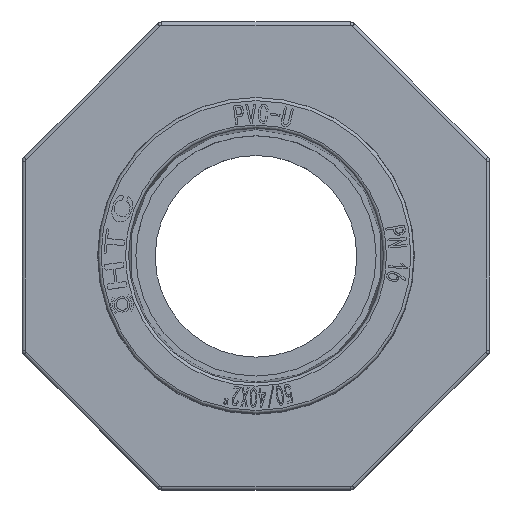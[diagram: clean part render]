
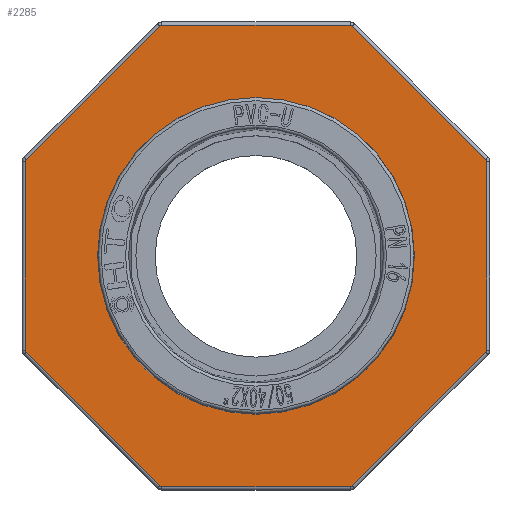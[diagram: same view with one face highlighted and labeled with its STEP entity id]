
A CAD part, top view. The second image highlights one B-rep face of the part: STEP entity #2285.
In plain terms, the highlighted planar face has unit normal (0, 0, 1).
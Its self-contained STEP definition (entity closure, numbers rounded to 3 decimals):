
#2285=ADVANCED_FACE('',(#5946,#5947),#4122,.T.);
#4122=PLANE('',#36036);
#5572=CIRCLE('',#36014,25.05);
#5578=CIRCLE('',#36028,0.5);
#5579=CIRCLE('',#36029,0.5);
#5580=CIRCLE('',#36030,0.5);
#5581=CIRCLE('',#36031,0.5);
#5582=CIRCLE('',#36032,0.5);
#5583=CIRCLE('',#36033,0.5);
#5584=CIRCLE('',#36034,0.5);
#5585=CIRCLE('',#36035,0.5);
#5946=FACE_BOUND('',#6143,.T.);
#5947=FACE_BOUND('',#6144,.T.);
#6143=EDGE_LOOP('',(#17094,#17095,#17096,#17097,#17098,#17099,#17100,#17101,
#17102,#17103,#17104,#17105,#17106,#17107,#17108,#17109));
#6144=EDGE_LOOP('',(#17110));
#8428=LINE('',#49627,#12615);
#8429=LINE('',#49632,#12616);
#8430=LINE('',#49636,#12617);
#8431=LINE('',#49640,#12618);
#8432=LINE('',#49644,#12619);
#8433=LINE('',#49648,#12620);
#8434=LINE('',#49652,#12621);
#8435=LINE('',#49656,#12622);
#12615=VECTOR('',#38404,1.);
#12616=VECTOR('',#38407,1.);
#12617=VECTOR('',#38410,1.);
#12618=VECTOR('',#38413,1.);
#12619=VECTOR('',#38416,1.);
#12620=VECTOR('',#38419,1.);
#12621=VECTOR('',#38422,1.);
#12622=VECTOR('',#38425,1.);
#17094=ORIENTED_EDGE('',*,*,#30618,.T.);
#17095=ORIENTED_EDGE('',*,*,#30619,.T.);
#17096=ORIENTED_EDGE('',*,*,#30620,.T.);
#17097=ORIENTED_EDGE('',*,*,#30621,.T.);
#17098=ORIENTED_EDGE('',*,*,#30622,.T.);
#17099=ORIENTED_EDGE('',*,*,#30623,.T.);
#17100=ORIENTED_EDGE('',*,*,#30624,.T.);
#17101=ORIENTED_EDGE('',*,*,#30625,.T.);
#17102=ORIENTED_EDGE('',*,*,#30626,.T.);
#17103=ORIENTED_EDGE('',*,*,#30627,.T.);
#17104=ORIENTED_EDGE('',*,*,#30628,.T.);
#17105=ORIENTED_EDGE('',*,*,#30629,.T.);
#17106=ORIENTED_EDGE('',*,*,#30630,.T.);
#17107=ORIENTED_EDGE('',*,*,#30631,.T.);
#17108=ORIENTED_EDGE('',*,*,#30632,.T.);
#17109=ORIENTED_EDGE('',*,*,#30633,.T.);
#17110=ORIENTED_EDGE('',*,*,#30604,.F.);
#27232=VERTEX_POINT('',#49592);
#27246=VERTEX_POINT('',#49628);
#27247=VERTEX_POINT('',#49629);
#27248=VERTEX_POINT('',#49631);
#27249=VERTEX_POINT('',#49633);
#27250=VERTEX_POINT('',#49635);
#27251=VERTEX_POINT('',#49637);
#27252=VERTEX_POINT('',#49639);
#27253=VERTEX_POINT('',#49641);
#27254=VERTEX_POINT('',#49643);
#27255=VERTEX_POINT('',#49645);
#27256=VERTEX_POINT('',#49647);
#27257=VERTEX_POINT('',#49649);
#27258=VERTEX_POINT('',#49651);
#27259=VERTEX_POINT('',#49653);
#27260=VERTEX_POINT('',#49655);
#27261=VERTEX_POINT('',#49657);
#30604=EDGE_CURVE('',#27232,#27232,#5572,.T.);
#30618=EDGE_CURVE('',#27246,#27247,#8428,.T.);
#30619=EDGE_CURVE('',#27247,#27248,#5578,.T.);
#30620=EDGE_CURVE('',#27248,#27249,#8429,.T.);
#30621=EDGE_CURVE('',#27249,#27250,#5579,.T.);
#30622=EDGE_CURVE('',#27250,#27251,#8430,.T.);
#30623=EDGE_CURVE('',#27251,#27252,#5580,.T.);
#30624=EDGE_CURVE('',#27252,#27253,#8431,.T.);
#30625=EDGE_CURVE('',#27253,#27254,#5581,.T.);
#30626=EDGE_CURVE('',#27254,#27255,#8432,.T.);
#30627=EDGE_CURVE('',#27255,#27256,#5582,.T.);
#30628=EDGE_CURVE('',#27256,#27257,#8433,.T.);
#30629=EDGE_CURVE('',#27257,#27258,#5583,.T.);
#30630=EDGE_CURVE('',#27258,#27259,#8434,.T.);
#30631=EDGE_CURVE('',#27259,#27260,#5584,.T.);
#30632=EDGE_CURVE('',#27260,#27261,#8435,.T.);
#30633=EDGE_CURVE('',#27261,#27246,#5585,.T.);
#36014=AXIS2_PLACEMENT_3D('',#49591,#38368,#38369);
#36028=AXIS2_PLACEMENT_3D('',#49630,#38405,#38406);
#36029=AXIS2_PLACEMENT_3D('',#49634,#38408,#38409);
#36030=AXIS2_PLACEMENT_3D('',#49638,#38411,#38412);
#36031=AXIS2_PLACEMENT_3D('',#49642,#38414,#38415);
#36032=AXIS2_PLACEMENT_3D('',#49646,#38417,#38418);
#36033=AXIS2_PLACEMENT_3D('',#49650,#38420,#38421);
#36034=AXIS2_PLACEMENT_3D('',#49654,#38423,#38424);
#36035=AXIS2_PLACEMENT_3D('',#49658,#38426,#38427);
#36036=AXIS2_PLACEMENT_3D('',#49659,#38428,#38429);
#38368=DIRECTION('',(0.,0.,1.));
#38369=DIRECTION('',(0.,1.,0.));
#38404=DIRECTION('',(0.,-1.,0.));
#38405=DIRECTION('',(0.,0.,1.));
#38406=DIRECTION('',(0.,1.,0.));
#38407=DIRECTION('',(0.707,-0.707,0.));
#38408=DIRECTION('',(0.,0.,1.));
#38409=DIRECTION('',(0.,1.,0.));
#38410=DIRECTION('',(1.,0.,0.));
#38411=DIRECTION('',(0.,0.,1.));
#38412=DIRECTION('',(0.,1.,0.));
#38413=DIRECTION('',(0.707,0.707,0.));
#38414=DIRECTION('',(0.,0.,1.));
#38415=DIRECTION('',(0.,1.,0.));
#38416=DIRECTION('',(0.,1.,0.));
#38417=DIRECTION('',(0.,0.,1.));
#38418=DIRECTION('',(0.,1.,0.));
#38419=DIRECTION('',(-0.707,0.707,0.));
#38420=DIRECTION('',(0.,0.,1.));
#38421=DIRECTION('',(0.,1.,0.));
#38422=DIRECTION('',(-1.,0.,0.));
#38423=DIRECTION('',(0.,0.,1.));
#38424=DIRECTION('',(0.,1.,0.));
#38425=DIRECTION('',(-0.707,-0.707,0.));
#38426=DIRECTION('',(0.,0.,1.));
#38427=DIRECTION('',(0.,1.,0.));
#38428=DIRECTION('',(0.,0.,1.));
#38429=DIRECTION('',(0.,-1.,0.));
#49591=CARTESIAN_POINT('',(-213.,423.5,14.504));
#49592=CARTESIAN_POINT('',(-213.,448.55,14.504));
#49627=CARTESIAN_POINT('',(-249.5,408.588,14.504));
#49628=CARTESIAN_POINT('',(-249.5,438.412,14.504));
#49629=CARTESIAN_POINT('',(-249.5,408.588,14.504));
#49630=CARTESIAN_POINT('',(-249.,408.588,14.504));
#49631=CARTESIAN_POINT('',(-249.354,408.235,14.504));
#49632=CARTESIAN_POINT('',(-228.265,387.146,14.504));
#49633=CARTESIAN_POINT('',(-228.265,387.146,14.504));
#49634=CARTESIAN_POINT('',(-227.912,387.5,14.504));
#49635=CARTESIAN_POINT('',(-227.912,387.,14.504));
#49636=CARTESIAN_POINT('',(-198.088,387.,14.504));
#49637=CARTESIAN_POINT('',(-198.088,387.,14.504));
#49638=CARTESIAN_POINT('',(-198.088,387.5,14.504));
#49639=CARTESIAN_POINT('',(-197.735,387.146,14.504));
#49640=CARTESIAN_POINT('',(-176.646,408.235,14.504));
#49641=CARTESIAN_POINT('',(-176.646,408.235,14.504));
#49642=CARTESIAN_POINT('',(-177.,408.588,14.504));
#49643=CARTESIAN_POINT('',(-176.5,408.588,14.504));
#49644=CARTESIAN_POINT('',(-176.5,438.412,14.504));
#49645=CARTESIAN_POINT('',(-176.5,438.412,14.504));
#49646=CARTESIAN_POINT('',(-177.,438.412,14.504));
#49647=CARTESIAN_POINT('',(-176.646,438.765,14.504));
#49648=CARTESIAN_POINT('',(-197.735,459.854,14.504));
#49649=CARTESIAN_POINT('',(-197.735,459.854,14.504));
#49650=CARTESIAN_POINT('',(-198.088,459.5,14.504));
#49651=CARTESIAN_POINT('',(-198.088,460.,14.504));
#49652=CARTESIAN_POINT('',(-227.912,460.,14.504));
#49653=CARTESIAN_POINT('',(-227.912,460.,14.504));
#49654=CARTESIAN_POINT('',(-227.912,459.5,14.504));
#49655=CARTESIAN_POINT('',(-228.265,459.854,14.504));
#49656=CARTESIAN_POINT('',(-249.354,438.765,14.504));
#49657=CARTESIAN_POINT('',(-249.354,438.765,14.504));
#49658=CARTESIAN_POINT('',(-249.,438.412,14.504));
#49659=CARTESIAN_POINT('',(120.5,-39.5,14.504));
